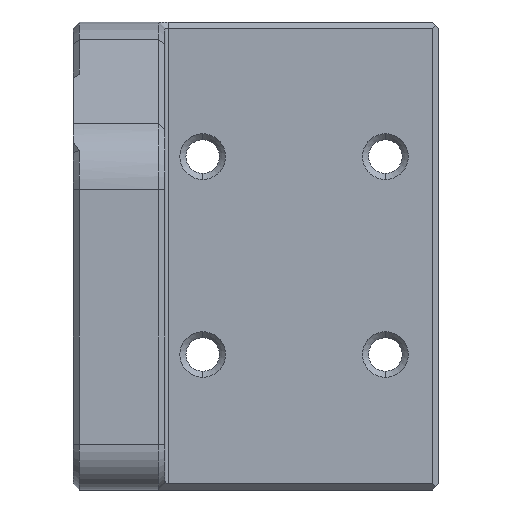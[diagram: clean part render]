
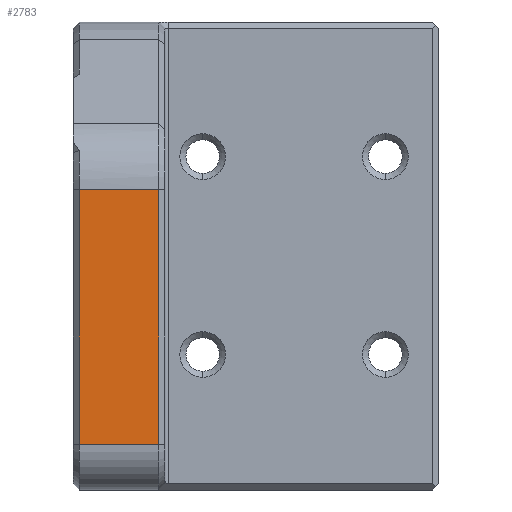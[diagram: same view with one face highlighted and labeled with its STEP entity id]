
A CAD part, left-side view. The second image highlights one B-rep face of the part: STEP entity #2783.
In plain terms, the highlighted planar face has unit normal (-1, 0, 0).
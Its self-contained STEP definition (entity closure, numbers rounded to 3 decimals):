
#668 = PLANE('',#669);
#669 = AXIS2_PLACEMENT_3D('',#670,#671,#672);
#670 = CARTESIAN_POINT('',(-122.1,-18.943,21.299));
#671 = DIRECTION('',(0.707,-0.707,0.));
#672 = DIRECTION('',(0.,0.,-1.));
#783 = CYLINDRICAL_SURFACE('',#784,5.);
#784 = AXIS2_PLACEMENT_3D('',#785,#786,#787);
#785 = CARTESIAN_POINT('',(-117.1,5.257,21.299));
#786 = DIRECTION('',(0.,-1.,0.));
#787 = DIRECTION('',(0.,0.,-1.));
#1385 = VERTEX_POINT('',#1386);
#1386 = CARTESIAN_POINT('',(-122.1,-18.943,21.299));
#1408 = EDGE_CURVE('',#1409,#1385,#1411,.T.);
#1409 = VERTEX_POINT('',#1410);
#1410 = CARTESIAN_POINT('',(-122.1,-24.143,21.299));
#1411 = SURFACE_CURVE('',#1412,(#1416,#1423),.PCURVE_S1.);
#1412 = LINE('',#1413,#1414);
#1413 = CARTESIAN_POINT('',(-122.1,-73.799,21.299));
#1414 = VECTOR('',#1415,1.);
#1415 = DIRECTION('',(0.,1.,0.));
#1416 = PCURVE('',#783,#1417);
#1417 = DEFINITIONAL_REPRESENTATION('',(#1418),#1422);
#1418 = LINE('',#1419,#1420);
#1419 = CARTESIAN_POINT('',(4.712,79.056));
#1420 = VECTOR('',#1421,1.);
#1421 = DIRECTION('',(0.,-1.));
#1422 = ( GEOMETRIC_REPRESENTATION_CONTEXT(2) 
PARAMETRIC_REPRESENTATION_CONTEXT() REPRESENTATION_CONTEXT('2D SPACE',''
  ) );
#1423 = PCURVE('',#1424,#1429);
#1424 = PLANE('',#1425);
#1425 = AXIS2_PLACEMENT_3D('',#1426,#1427,#1428);
#1426 = CARTESIAN_POINT('',(-122.1,-73.799,21.299));
#1427 = DIRECTION('',(1.,0.,0.));
#1428 = DIRECTION('',(0.,1.,0.));
#1429 = DEFINITIONAL_REPRESENTATION('',(#1430),#1434);
#1430 = LINE('',#1431,#1432);
#1431 = CARTESIAN_POINT('',(0.,0.));
#1432 = VECTOR('',#1433,1.);
#1433 = DIRECTION('',(1.,0.));
#1434 = ( GEOMETRIC_REPRESENTATION_CONTEXT(2) 
PARAMETRIC_REPRESENTATION_CONTEXT() REPRESENTATION_CONTEXT('2D SPACE',''
  ) );
#1790 = VERTEX_POINT('',#1791);
#1791 = CARTESIAN_POINT('',(-122.1,-18.943,4.565));
#1812 = EDGE_CURVE('',#1385,#1790,#1813,.T.);
#1813 = SURFACE_CURVE('',#1814,(#1818,#1825),.PCURVE_S1.);
#1814 = LINE('',#1815,#1816);
#1815 = CARTESIAN_POINT('',(-122.1,-18.943,21.299));
#1816 = VECTOR('',#1817,1.);
#1817 = DIRECTION('',(0.,0.,-1.));
#1818 = PCURVE('',#668,#1819);
#1819 = DEFINITIONAL_REPRESENTATION('',(#1820),#1824);
#1820 = LINE('',#1821,#1822);
#1821 = CARTESIAN_POINT('',(0.,0.));
#1822 = VECTOR('',#1823,1.);
#1823 = DIRECTION('',(1.,0.));
#1824 = ( GEOMETRIC_REPRESENTATION_CONTEXT(2) 
PARAMETRIC_REPRESENTATION_CONTEXT() REPRESENTATION_CONTEXT('2D SPACE',''
  ) );
#1825 = PCURVE('',#1424,#1826);
#1826 = DEFINITIONAL_REPRESENTATION('',(#1827),#1831);
#1827 = LINE('',#1828,#1829);
#1828 = CARTESIAN_POINT('',(54.856,0.));
#1829 = VECTOR('',#1830,1.);
#1830 = DIRECTION('',(0.,-1.));
#1831 = ( GEOMETRIC_REPRESENTATION_CONTEXT(2) 
PARAMETRIC_REPRESENTATION_CONTEXT() REPRESENTATION_CONTEXT('2D SPACE',''
  ) );
#1931 = CYLINDRICAL_SURFACE('',#1932,3.);
#1932 = AXIS2_PLACEMENT_3D('',#1933,#1934,#1935);
#1933 = CARTESIAN_POINT('',(-119.1,-73.799,4.565));
#1934 = DIRECTION('',(0.,1.,0.));
#1935 = DIRECTION('',(0.,0.,1.));
#2783 = ADVANCED_FACE('',(#2784),#1424,.F.);
#2784 = FACE_BOUND('',#2785,.T.);
#2785 = EDGE_LOOP('',(#2786,#2787,#2788,#2811));
#2786 = ORIENTED_EDGE('',*,*,#1408,.T.);
#2787 = ORIENTED_EDGE('',*,*,#1812,.T.);
#2788 = ORIENTED_EDGE('',*,*,#2789,.T.);
#2789 = EDGE_CURVE('',#1790,#2790,#2792,.T.);
#2790 = VERTEX_POINT('',#2791);
#2791 = CARTESIAN_POINT('',(-122.1,-24.143,4.565));
#2792 = SURFACE_CURVE('',#2793,(#2797,#2804),.PCURVE_S1.);
#2793 = LINE('',#2794,#2795);
#2794 = CARTESIAN_POINT('',(-122.1,-73.799,4.565));
#2795 = VECTOR('',#2796,1.);
#2796 = DIRECTION('',(0.,-1.,0.));
#2797 = PCURVE('',#1424,#2798);
#2798 = DEFINITIONAL_REPRESENTATION('',(#2799),#2803);
#2799 = LINE('',#2800,#2801);
#2800 = CARTESIAN_POINT('',(0.,-16.734));
#2801 = VECTOR('',#2802,1.);
#2802 = DIRECTION('',(-1.,0.));
#2803 = ( GEOMETRIC_REPRESENTATION_CONTEXT(2) 
PARAMETRIC_REPRESENTATION_CONTEXT() REPRESENTATION_CONTEXT('2D SPACE',''
  ) );
#2804 = PCURVE('',#1931,#2805);
#2805 = DEFINITIONAL_REPRESENTATION('',(#2806),#2810);
#2806 = LINE('',#2807,#2808);
#2807 = CARTESIAN_POINT('',(4.712,0.));
#2808 = VECTOR('',#2809,1.);
#2809 = DIRECTION('',(0.,-1.));
#2810 = ( GEOMETRIC_REPRESENTATION_CONTEXT(2) 
PARAMETRIC_REPRESENTATION_CONTEXT() REPRESENTATION_CONTEXT('2D SPACE',''
  ) );
#2811 = ORIENTED_EDGE('',*,*,#2812,.T.);
#2812 = EDGE_CURVE('',#2790,#1409,#2813,.T.);
#2813 = SURFACE_CURVE('',#2814,(#2818,#2825),.PCURVE_S1.);
#2814 = LINE('',#2815,#2816);
#2815 = CARTESIAN_POINT('',(-122.1,-24.143,21.299));
#2816 = VECTOR('',#2817,1.);
#2817 = DIRECTION('',(0.,0.,1.));
#2818 = PCURVE('',#1424,#2819);
#2819 = DEFINITIONAL_REPRESENTATION('',(#2820),#2824);
#2820 = LINE('',#2821,#2822);
#2821 = CARTESIAN_POINT('',(49.656,0.));
#2822 = VECTOR('',#2823,1.);
#2823 = DIRECTION('',(0.,1.));
#2824 = ( GEOMETRIC_REPRESENTATION_CONTEXT(2) 
PARAMETRIC_REPRESENTATION_CONTEXT() REPRESENTATION_CONTEXT('2D SPACE',''
  ) );
#2825 = PCURVE('',#2826,#2831);
#2826 = PLANE('',#2827);
#2827 = AXIS2_PLACEMENT_3D('',#2828,#2829,#2830);
#2828 = CARTESIAN_POINT('',(-122.1,-24.143,21.299));
#2829 = DIRECTION('',(0.707,0.707,0.));
#2830 = DIRECTION('',(0.,0.,-1.));
#2831 = DEFINITIONAL_REPRESENTATION('',(#2832),#2836);
#2832 = LINE('',#2833,#2834);
#2833 = CARTESIAN_POINT('',(-0.,0.));
#2834 = VECTOR('',#2835,1.);
#2835 = DIRECTION('',(-1.,0.));
#2836 = ( GEOMETRIC_REPRESENTATION_CONTEXT(2) 
PARAMETRIC_REPRESENTATION_CONTEXT() REPRESENTATION_CONTEXT('2D SPACE',''
  ) );
